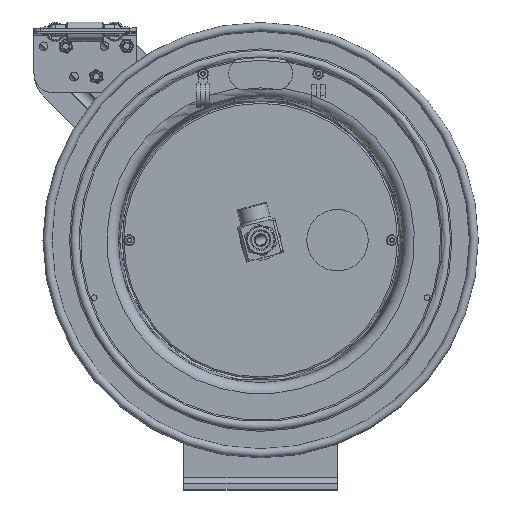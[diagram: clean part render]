
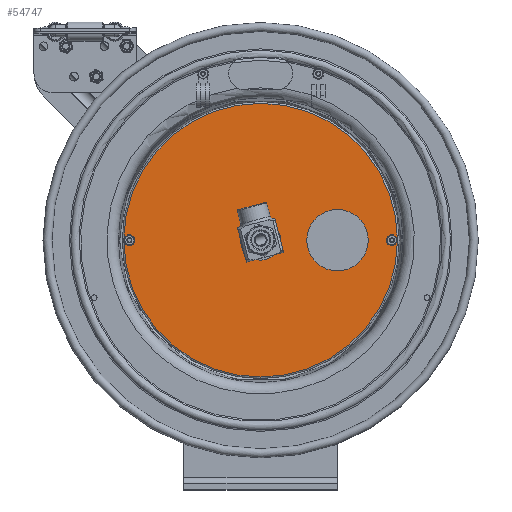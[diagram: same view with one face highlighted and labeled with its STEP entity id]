
A CAD part, top view. The second image highlights one B-rep face of the part: STEP entity #54747.
In plain terms, the highlighted planar face has unit normal (0, 0, 1).
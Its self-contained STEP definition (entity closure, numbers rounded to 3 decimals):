
#1180=FACE_BOUND('',#18732,.T.);
#1181=FACE_BOUND('',#18733,.T.);
#1182=FACE_BOUND('',#18734,.T.);
#1967=PLANE('',#58868);
#16589=FACE_OUTER_BOUND('',#18731,.T.);
#18731=EDGE_LOOP('',(#48048,#48049));
#18732=EDGE_LOOP('',(#48050));
#18733=EDGE_LOOP('',(#48051));
#18734=EDGE_LOOP('',(#48052));
#21135=CIRCLE('',#58863,5.345);
#21136=CIRCLE('',#58864,5.345);
#21140=CIRCLE('',#58869,0.1);
#21141=CIRCLE('',#58870,0.1);
#21142=CIRCLE('',#58871,0.65);
#26927=VERTEX_POINT('',#94157);
#26928=VERTEX_POINT('',#94158);
#26931=VERTEX_POINT('',#94167);
#26932=VERTEX_POINT('',#94169);
#26933=VERTEX_POINT('',#94171);
#35951=EDGE_CURVE('',#26927,#26928,#21135,.T.);
#35952=EDGE_CURVE('',#26928,#26927,#21136,.T.);
#35956=EDGE_CURVE('',#26931,#26931,#21140,.T.);
#35957=EDGE_CURVE('',#26932,#26932,#21141,.T.);
#35958=EDGE_CURVE('',#26933,#26933,#21142,.T.);
#48048=ORIENTED_EDGE('',*,*,#35951,.T.);
#48049=ORIENTED_EDGE('',*,*,#35952,.T.);
#48050=ORIENTED_EDGE('',*,*,#35956,.T.);
#48051=ORIENTED_EDGE('',*,*,#35957,.T.);
#48052=ORIENTED_EDGE('',*,*,#35958,.T.);
#54747=ADVANCED_FACE('',(#16589,#1180,#1181,#1182),#1967,.T.);
#58863=AXIS2_PLACEMENT_3D('',#94159,#69253,#69254);
#58864=AXIS2_PLACEMENT_3D('',#94160,#69255,#69256);
#58868=AXIS2_PLACEMENT_3D('',#94166,#69263,#69264);
#58869=AXIS2_PLACEMENT_3D('',#94168,#69265,#69266);
#58870=AXIS2_PLACEMENT_3D('',#94170,#69267,#69268);
#58871=AXIS2_PLACEMENT_3D('',#94172,#69269,#69270);
#69253=DIRECTION('center_axis',(0.,0.,
1.));
#69254=DIRECTION('ref_axis',(0.,-1.,0.));
#69255=DIRECTION('center_axis',(0.,0.,
1.));
#69256=DIRECTION('ref_axis',(0.,-1.,0.));
#69263=DIRECTION('center_axis',(0.,0.,
1.));
#69264=DIRECTION('ref_axis',(-1.,0.,0.));
#69265=DIRECTION('center_axis',(0.,0.,
-1.));
#69266=DIRECTION('ref_axis',(0.,-1.,0.));
#69267=DIRECTION('center_axis',(0.,0.,
-1.));
#69268=DIRECTION('ref_axis',(0.,-1.,0.));
#69269=DIRECTION('center_axis',(0.,0.,
-1.));
#69270=DIRECTION('ref_axis',(0.,1.,0.));
#94157=CARTESIAN_POINT('',(-0.031,-4.889,2.799));
#94158=CARTESIAN_POINT('',(5.314,0.456,2.799));
#94159=CARTESIAN_POINT('Origin',(-0.031,0.456,
2.799));
#94160=CARTESIAN_POINT('Origin',(-0.031,0.456,
2.799));
#94166=CARTESIAN_POINT('Origin',(-0.031,-2.216,
2.799));
#94167=CARTESIAN_POINT('',(-5.156,0.356,2.799));
#94168=CARTESIAN_POINT('Origin',(-5.156,0.456,2.799));
#94169=CARTESIAN_POINT('',(5.094,0.356,2.799));
#94170=CARTESIAN_POINT('Origin',(5.094,0.456,2.799));
#94171=CARTESIAN_POINT('',(-0.031,-0.194,2.799));
#94172=CARTESIAN_POINT('Origin',(-0.031,0.456,
2.799));
